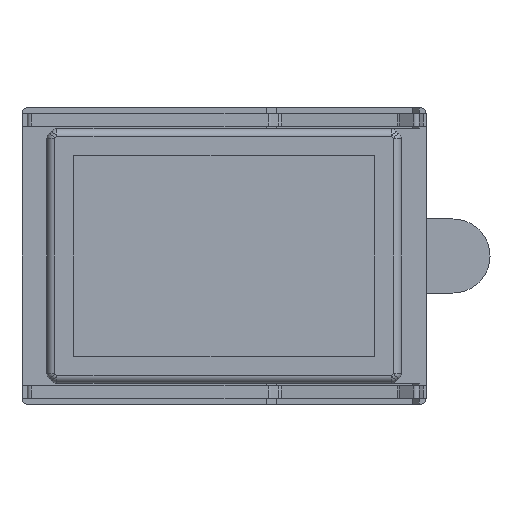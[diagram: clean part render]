
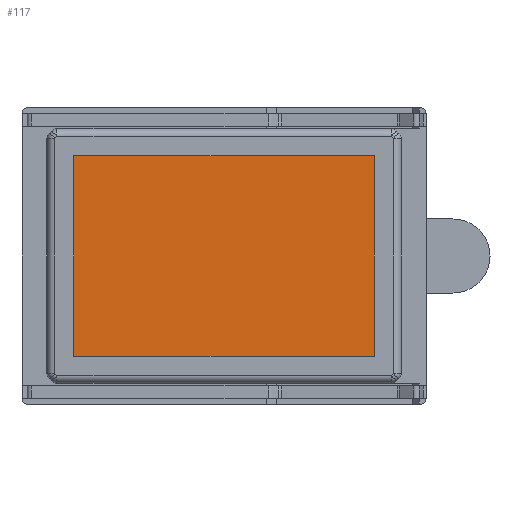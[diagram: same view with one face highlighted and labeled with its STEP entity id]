
A CAD part, front view. The second image highlights one B-rep face of the part: STEP entity #117.
In plain terms, the highlighted planar face has unit normal (0, -1, 0).
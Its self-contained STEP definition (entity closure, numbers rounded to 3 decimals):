
#14 = EDGE_CURVE ( 'NONE', #4831, #1848, #2616, .T. ) ;
#117 = ADVANCED_FACE ( 'NONE', ( #4025 ), #4758, .T. ) ;
#146 = EDGE_CURVE ( 'NONE', #4197, #4831, #3028, .T. ) ;
#152 = AXIS2_PLACEMENT_3D ( 'NONE', #4813, #4039, #4745 ) ;
#193 = CARTESIAN_POINT ( 'NONE',  ( 5.575, -2.8, -3.725 ) ) ;
#597 = DIRECTION ( 'NONE',  ( 0., 0., 1. ) ) ;
#792 = ORIENTED_EDGE ( 'NONE', *, *, #14, .T. ) ;
#877 = EDGE_LOOP ( 'NONE', ( #1271, #2632, #792, #2438 ) ) ;
#970 = DIRECTION ( 'NONE',  ( -1., 0., 0. ) ) ;
#1004 = DIRECTION ( 'NONE',  ( 1., 0., 0. ) ) ;
#1126 = CARTESIAN_POINT ( 'NONE',  ( -5.575, -2.8, 3.725 ) ) ;
#1195 = CARTESIAN_POINT ( 'NONE',  ( -5.575, -2.8, -3.725 ) ) ;
#1271 = ORIENTED_EDGE ( 'NONE', *, *, #4804, .T. ) ;
#1287 = CARTESIAN_POINT ( 'NONE',  ( 5.575, -2.8, -3.725 ) ) ;
#1373 = CARTESIAN_POINT ( 'NONE',  ( -5.575, -2.8, -3.725 ) ) ;
#1398 = DIRECTION ( 'NONE',  ( 0., 0., -1. ) ) ;
#1848 = VERTEX_POINT ( 'NONE', #1195 ) ;
#1891 = LINE ( 'NONE', #193, #3801 ) ;
#1893 = VECTOR ( 'NONE', #970, 1000. ) ;
#2011 = VERTEX_POINT ( 'NONE', #1287 ) ;
#2137 = CARTESIAN_POINT ( 'NONE',  ( 5.575, -2.8, 3.725 ) ) ;
#2438 = ORIENTED_EDGE ( 'NONE', *, *, #4850, .T. ) ;
#2487 = VECTOR ( 'NONE', #1398, 1000. ) ;
#2616 = LINE ( 'NONE', #1126, #2487 ) ;
#2632 = ORIENTED_EDGE ( 'NONE', *, *, #146, .T. ) ;
#2775 = CARTESIAN_POINT ( 'NONE',  ( 5.575, -2.8, 3.725 ) ) ;
#3028 = LINE ( 'NONE', #2137, #1893 ) ;
#3801 = VECTOR ( 'NONE', #597, 1000. ) ;
#4025 = FACE_OUTER_BOUND ( 'NONE', #877, .T. ) ;
#4039 = DIRECTION ( 'NONE',  ( 0., -1., 0. ) ) ;
#4197 = VERTEX_POINT ( 'NONE', #2775 ) ;
#4390 = VECTOR ( 'NONE', #1004, 1000. ) ;
#4492 = LINE ( 'NONE', #1373, #4390 ) ;
#4697 = CARTESIAN_POINT ( 'NONE',  ( -5.575, -2.8, 3.725 ) ) ;
#4745 = DIRECTION ( 'NONE',  ( 0., 0., -1. ) ) ;
#4758 = PLANE ( 'NONE',  #152 ) ;
#4804 = EDGE_CURVE ( 'NONE', #2011, #4197, #1891, .T. ) ;
#4813 = CARTESIAN_POINT ( 'NONE',  ( 0., -2.8, 0. ) ) ;
#4831 = VERTEX_POINT ( 'NONE', #4697 ) ;
#4850 = EDGE_CURVE ( 'NONE', #1848, #2011, #4492, .T. ) ;
